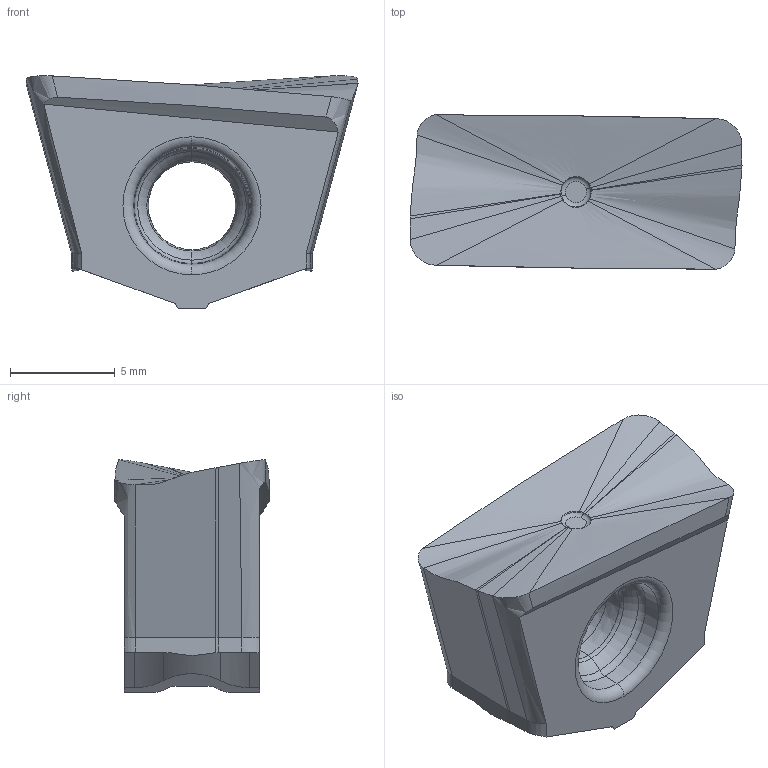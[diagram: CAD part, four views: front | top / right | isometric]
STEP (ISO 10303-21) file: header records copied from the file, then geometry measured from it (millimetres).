
FILE_DESCRIPTION((''),'2;1');
FILE_NAME('XNMU160712R-MS','2016-01-13T',('tlyg01'),('PTC Japan'),'PRO/ENGINEER BY PARAMETRIC TECHNOLOGY CORPORATION, 2014310','PRO/ENGINEER BY PARAMETRIC TECHNOLOGY CORPORATION, 2014310','');
FILE_SCHEMA(('AUTOMOTIVE_DESIGN { 1 0 10303 214 1 1 1 1 }'));
Length unit declared in the file: millimetre
Products named in the file (1): XNMU160712R-MS
Bounding box: 15.88 x 7.38 x 11.12 mm (x, y, z)
Volume: 676.8 mm3; surface area: 610.6 mm2
Topology: 1 solids, 1 shells, 98 faces, 256 edges, 156 vertices
Faces by surface type: bspline 28, plane 22, torus 18, extrusion 10, cylinder 10, cone 10
Entity records: 5289 total; most frequent: CARTESIAN_POINT 2290, ORIENTED_EDGE 504, DIRECTION 350, PRESENTATION_STYLE_ASSIGNMENT 254, STYLED_ITEM 254, CURVE_STYLE 253, EDGE_CURVE 252, VERTEX_POINT 156
